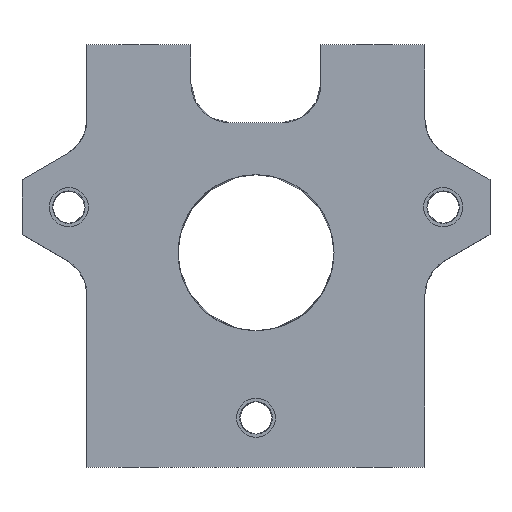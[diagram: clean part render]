
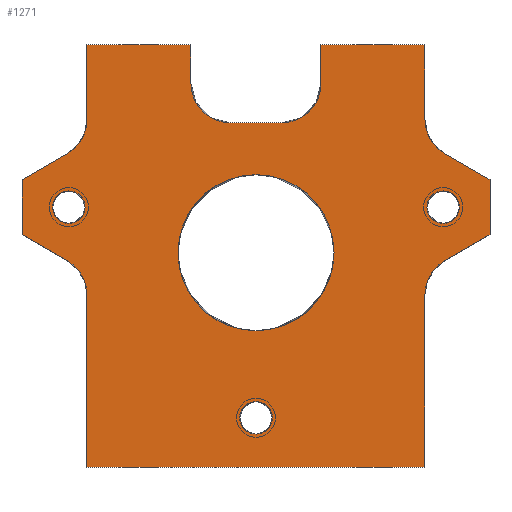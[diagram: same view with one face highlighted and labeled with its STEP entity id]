
A CAD part, top view. The second image highlights one B-rep face of the part: STEP entity #1271.
In plain terms, the highlighted free-form (B-spline) face has degree [1, 1] with [2, 2] control points.
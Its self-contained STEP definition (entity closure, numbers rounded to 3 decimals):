
#233=DIRECTION('',(1.,0.,0.));
#234=VECTOR('',#233,26.);
#235=CARTESIAN_POINT('',(-13.,0.,3.5));
#236=LINE('',#235,#234);
#269=DIRECTION('',(1.,0.,0.));
#270=VECTOR('',#269,8.);
#271=CARTESIAN_POINT('',(-13.,32.5,3.5));
#272=LINE('',#271,#270);
#293=DIRECTION('',(1.,0.,0.));
#294=VECTOR('',#293,8.);
#295=CARTESIAN_POINT('',(5.,32.5,3.5));
#296=LINE('',#295,#294);
#309=CARTESIAN_POINT('',(-2.,29.5,3.5));
#310=DIRECTION('',(0.,0.,-1.));
#311=DIRECTION('',(0.,-1.,0.));
#312=AXIS2_PLACEMENT_3D('',#309,#310,#311);
#419=CARTESIAN_POINT('',(14.4,20.,3.5));
#420=DIRECTION('',(0.,0.,1.));
#421=DIRECTION('',(1.,0.,0.));
#422=AXIS2_PLACEMENT_3D('',#419,#420,#421);
#424=CARTESIAN_POINT('',(14.4,20.,3.5));
#425=DIRECTION('',(0.,0.,1.));
#426=DIRECTION('',(-1.,0.,0.));
#427=AXIS2_PLACEMENT_3D('',#424,#425,#426);
#429=CARTESIAN_POINT('',(-14.4,20.,3.5));
#430=DIRECTION('',(0.,0.,-1.));
#431=DIRECTION('',(-1.,0.,0.));
#432=AXIS2_PLACEMENT_3D('',#429,#430,#431);
#434=CARTESIAN_POINT('',(-14.4,20.,3.5));
#435=DIRECTION('',(0.,0.,-1.));
#436=DIRECTION('',(1.,0.,0.));
#437=AXIS2_PLACEMENT_3D('',#434,#435,#436);
#439=DIRECTION('',(0.,1.,0.));
#440=VECTOR('',#439,13.268);
#441=CARTESIAN_POINT('',(-13.,0.,3.5));
#442=LINE('',#441,#440);
#443=DIRECTION('',(0.866,-0.5,0.));
#444=VECTOR('',#443,4.041);
#445=CARTESIAN_POINT('',(-18.,17.887,3.5));
#446=LINE('',#445,#444);
#447=DIRECTION('',(0.,-1.,0.));
#448=VECTOR('',#447,4.226);
#449=CARTESIAN_POINT('',(-18.,22.113,3.5));
#450=LINE('',#449,#448);
#451=DIRECTION('',(-0.866,-0.5,0.));
#452=VECTOR('',#451,4.041);
#453=CARTESIAN_POINT('',(-14.5,24.134,3.5));
#454=LINE('',#453,#452);
#455=DIRECTION('',(0.,1.,0.));
#456=VECTOR('',#455,5.768);
#457=CARTESIAN_POINT('',(-13.,26.732,3.5));
#458=LINE('',#457,#456);
#459=DIRECTION('',(0.,-1.,0.));
#460=VECTOR('',#459,3.);
#461=CARTESIAN_POINT('',(-5.,32.5,3.5));
#462=LINE('',#461,#460);
#463=DIRECTION('',(1.,0.,0.));
#464=VECTOR('',#463,4.);
#465=CARTESIAN_POINT('',(-2.,26.5,3.5));
#466=LINE('',#465,#464);
#467=DIRECTION('',(0.,-1.,0.));
#468=VECTOR('',#467,3.);
#469=CARTESIAN_POINT('',(5.,32.5,3.5));
#470=LINE('',#469,#468);
#471=DIRECTION('',(0.866,-0.5,0.));
#472=VECTOR('',#471,4.041);
#473=CARTESIAN_POINT('',(14.5,24.134,3.5));
#474=LINE('',#473,#472);
#475=DIRECTION('',(0.,-1.,0.));
#476=VECTOR('',#475,4.226);
#477=CARTESIAN_POINT('',(18.,22.113,3.5));
#478=LINE('',#477,#476);
#479=DIRECTION('',(-0.866,-0.5,0.));
#480=VECTOR('',#479,4.041);
#481=CARTESIAN_POINT('',(18.,17.887,3.5));
#482=LINE('',#481,#480);
#483=CARTESIAN_POINT('',(0.,3.8,3.5));
#484=DIRECTION('',(0.,0.,1.));
#485=DIRECTION('',(1.,0.,0.));
#486=AXIS2_PLACEMENT_3D('',#483,#484,#485);
#488=CARTESIAN_POINT('',(0.,3.8,3.5));
#489=DIRECTION('',(0.,0.,1.));
#490=DIRECTION('',(-1.,0.,0.));
#491=AXIS2_PLACEMENT_3D('',#488,#489,#490);
#493=CARTESIAN_POINT('',(0.,16.5,3.5));
#494=DIRECTION('',(0.,0.,1.));
#495=DIRECTION('',(1.,0.,0.));
#496=AXIS2_PLACEMENT_3D('',#493,#494,#495);
#498=CARTESIAN_POINT('',(0.,16.5,3.5));
#499=DIRECTION('',(0.,0.,1.));
#500=DIRECTION('',(-1.,0.,0.));
#501=AXIS2_PLACEMENT_3D('',#498,#499,#500);
#527=CARTESIAN_POINT('',(-16.,26.732,3.5));
#528=DIRECTION('',(0.,0.,-1.));
#529=DIRECTION('',(1.,0.,0.));
#530=AXIS2_PLACEMENT_3D('',#527,#528,#529);
#558=CARTESIAN_POINT('',(-16.,13.268,3.5));
#559=DIRECTION('',(0.,0.,-1.));
#560=DIRECTION('',(0.5,0.866,0.));
#561=AXIS2_PLACEMENT_3D('',#558,#559,#560);
#563=CARTESIAN_POINT('',(2.,29.5,3.5));
#564=DIRECTION('',(0.,0.,-1.));
#565=DIRECTION('',(1.,0.,0.));
#566=AXIS2_PLACEMENT_3D('',#563,#564,#565);
#581=DIRECTION('',(0.,1.,0.));
#582=VECTOR('',#581,13.268);
#583=CARTESIAN_POINT('',(13.,0.,3.5));
#584=LINE('',#583,#582);
#589=DIRECTION('',(0.,1.,0.));
#590=VECTOR('',#589,5.768);
#591=CARTESIAN_POINT('',(13.,26.732,3.5));
#592=LINE('',#591,#590);
#593=CARTESIAN_POINT('',(16.,13.268,3.5));
#594=DIRECTION('',(0.,0.,-1.));
#595=DIRECTION('',(-1.,0.,0.));
#596=AXIS2_PLACEMENT_3D('',#593,#594,#595);
#624=CARTESIAN_POINT('',(16.,26.732,3.5));
#625=DIRECTION('',(0.,0.,-1.));
#626=DIRECTION('',(-0.5,-0.866,0.));
#627=AXIS2_PLACEMENT_3D('',#624,#625,#626);
#653=CARTESIAN_POINT('',(13.,0.,3.5));
#655=VERTEX_POINT('',#653);
#659=CARTESIAN_POINT('',(-13.,0.,3.5));
#660=VERTEX_POINT('',#659);
#669=CARTESIAN_POINT('',(13.,32.5,3.5));
#671=VERTEX_POINT('',#669);
#674=CARTESIAN_POINT('',(-13.,32.5,3.5));
#676=VERTEX_POINT('',#674);
#678=CARTESIAN_POINT('',(-5.,32.5,3.5));
#680=VERTEX_POINT('',#678);
#682=CARTESIAN_POINT('',(5.,32.5,3.5));
#684=VERTEX_POINT('',#682);
#685=CARTESIAN_POINT('',(-2.,26.5,3.5));
#687=VERTEX_POINT('',#685);
#689=CARTESIAN_POINT('',(-5.,29.5,3.5));
#691=VERTEX_POINT('',#689);
#693=CARTESIAN_POINT('',(5.,29.5,3.5));
#695=VERTEX_POINT('',#693);
#697=CARTESIAN_POINT('',(2.,26.5,3.5));
#699=VERTEX_POINT('',#697);
#701=CARTESIAN_POINT('',(18.,22.113,3.5));
#702=CARTESIAN_POINT('',(18.,17.887,3.5));
#703=VERTEX_POINT('',#701);
#704=VERTEX_POINT('',#702);
#713=CARTESIAN_POINT('',(15.65,20.,3.5));
#714=CARTESIAN_POINT('',(13.15,20.,3.5));
#715=VERTEX_POINT('',#713);
#716=VERTEX_POINT('',#714);
#717=CARTESIAN_POINT('',(13.,13.268,3.5));
#719=VERTEX_POINT('',#717);
#721=CARTESIAN_POINT('',(14.5,15.866,3.5));
#723=VERTEX_POINT('',#721);
#726=CARTESIAN_POINT('',(13.,26.732,3.5));
#728=VERTEX_POINT('',#726);
#730=CARTESIAN_POINT('',(14.5,24.134,3.5));
#732=VERTEX_POINT('',#730);
#733=CARTESIAN_POINT('',(-18.,22.113,3.5));
#734=CARTESIAN_POINT('',(-18.,17.887,3.5));
#735=VERTEX_POINT('',#733);
#736=VERTEX_POINT('',#734);
#745=CARTESIAN_POINT('',(-15.65,20.,3.5));
#746=CARTESIAN_POINT('',(-13.15,20.,3.5));
#747=VERTEX_POINT('',#745);
#748=VERTEX_POINT('',#746);
#749=CARTESIAN_POINT('',(-13.,26.732,3.5));
#751=VERTEX_POINT('',#749);
#753=CARTESIAN_POINT('',(-14.5,24.134,3.5));
#755=VERTEX_POINT('',#753);
#758=CARTESIAN_POINT('',(-13.,13.268,3.5));
#760=VERTEX_POINT('',#758);
#762=CARTESIAN_POINT('',(-14.5,15.866,3.5));
#764=VERTEX_POINT('',#762);
#769=CARTESIAN_POINT('',(1.25,3.8,3.5));
#770=CARTESIAN_POINT('',(-1.25,3.8,3.5));
#771=VERTEX_POINT('',#769);
#772=VERTEX_POINT('',#770);
#777=CARTESIAN_POINT('',(6.,16.5,3.5));
#778=CARTESIAN_POINT('',(-6.,16.5,3.5));
#779=VERTEX_POINT('',#777);
#780=VERTEX_POINT('',#778);
#1204=CARTESIAN_POINT('',(-18.72,-0.65,3.5));
#1205=CARTESIAN_POINT('',(-18.72,33.15,3.5));
#1206=CARTESIAN_POINT('',(18.72,-0.65,3.5));
#1207=CARTESIAN_POINT('',(18.72,33.15,3.5));
#1208=B_SPLINE_SURFACE_WITH_KNOTS('',1,1,((#1204,#1205),(#1206,#1207)),
.UNSPECIFIED.,.F.,.F.,.F.,(2,2),(2,2),(-5.72,31.72),(-0.65,33.15),
.UNSPECIFIED.);
#1210=ORIENTED_EDGE('',*,*,#1209,.T.);
#1212=ORIENTED_EDGE('',*,*,#1211,.F.);
#1214=ORIENTED_EDGE('',*,*,#1213,.F.);
#1216=ORIENTED_EDGE('',*,*,#1215,.F.);
#1218=ORIENTED_EDGE('',*,*,#1217,.F.);
#1220=ORIENTED_EDGE('',*,*,#1219,.F.);
#1222=ORIENTED_EDGE('',*,*,#1221,.T.);
#1223=ORIENTED_EDGE('',*,*,#892,.T.);
#1224=ORIENTED_EDGE('',*,*,#1008,.T.);
#1225=ORIENTED_EDGE('',*,*,#1035,.F.);
#1226=ORIENTED_EDGE('',*,*,#1053,.T.);
#1228=ORIENTED_EDGE('',*,*,#1227,.F.);
#1230=ORIENTED_EDGE('',*,*,#1229,.F.);
#1231=ORIENTED_EDGE('',*,*,#916,.T.);
#1233=ORIENTED_EDGE('',*,*,#1232,.F.);
#1235=ORIENTED_EDGE('',*,*,#1234,.F.);
#1237=ORIENTED_EDGE('',*,*,#1236,.T.);
#1239=ORIENTED_EDGE('',*,*,#1238,.T.);
#1241=ORIENTED_EDGE('',*,*,#1240,.T.);
#1243=ORIENTED_EDGE('',*,*,#1242,.F.);
#1245=ORIENTED_EDGE('',*,*,#1244,.F.);
#1246=ORIENTED_EDGE('',*,*,#792,.F.);
#1247=EDGE_LOOP('',(#1210,#1212,#1214,#1216,#1218,#1220,#1222,#1223,#1224,#1225,
#1226,#1228,#1230,#1231,#1233,#1235,#1237,#1239,#1241,#1243,#1245,#1246));
#1248=FACE_OUTER_BOUND('',#1247,.F.);
#1249=ORIENTED_EDGE('',*,*,#1160,.T.);
#1250=ORIENTED_EDGE('',*,*,#1198,.T.);
#1251=EDGE_LOOP('',(#1249,#1250));
#1252=FACE_BOUND('',#1251,.F.);
#1254=ORIENTED_EDGE('',*,*,#1253,.F.);
#1256=ORIENTED_EDGE('',*,*,#1255,.F.);
#1257=EDGE_LOOP('',(#1254,#1256));
#1258=FACE_BOUND('',#1257,.F.);
#1260=ORIENTED_EDGE('',*,*,#1259,.T.);
#1262=ORIENTED_EDGE('',*,*,#1261,.T.);
#1263=EDGE_LOOP('',(#1260,#1262));
#1264=FACE_BOUND('',#1263,.F.);
#1266=ORIENTED_EDGE('',*,*,#1265,.T.);
#1268=ORIENTED_EDGE('',*,*,#1267,.T.);
#1269=EDGE_LOOP('',(#1266,#1268));
#1270=FACE_BOUND('',#1269,.F.);
#1271=ADVANCED_FACE('',(#1248,#1252,#1258,#1264,#1270),#1208,.T.);
#313=CIRCLE('',#312,3.);
#423=CIRCLE('',#422,1.25);
#428=CIRCLE('',#427,1.25);
#433=CIRCLE('',#432,1.25);
#438=CIRCLE('',#437,1.25);
#487=CIRCLE('',#486,1.25);
#492=CIRCLE('',#491,1.25);
#497=CIRCLE('',#496,6.);
#502=CIRCLE('',#501,6.);
#531=CIRCLE('',#530,3.);
#562=CIRCLE('',#561,3.);
#567=CIRCLE('',#566,3.);
#597=CIRCLE('',#596,3.);
#628=CIRCLE('',#627,3.);
#792=EDGE_CURVE('',#660,#655,#236,.T.);
#892=EDGE_CURVE('',#676,#680,#272,.T.);
#916=EDGE_CURVE('',#684,#671,#296,.T.);
#1008=EDGE_CURVE('',#680,#691,#462,.T.);
#1035=EDGE_CURVE('',#687,#691,#313,.T.);
#1053=EDGE_CURVE('',#687,#699,#466,.T.);
#1160=EDGE_CURVE('',#715,#716,#423,.T.);
#1198=EDGE_CURVE('',#716,#715,#428,.T.);
#1209=EDGE_CURVE('',#660,#760,#442,.T.);
#1211=EDGE_CURVE('',#764,#760,#562,.T.);
#1213=EDGE_CURVE('',#736,#764,#446,.T.);
#1215=EDGE_CURVE('',#735,#736,#450,.T.);
#1217=EDGE_CURVE('',#755,#735,#454,.T.);
#1219=EDGE_CURVE('',#751,#755,#531,.T.);
#1221=EDGE_CURVE('',#751,#676,#458,.T.);
#1227=EDGE_CURVE('',#695,#699,#567,.T.);
#1229=EDGE_CURVE('',#684,#695,#470,.T.);
#1232=EDGE_CURVE('',#728,#671,#592,.T.);
#1234=EDGE_CURVE('',#732,#728,#628,.T.);
#1236=EDGE_CURVE('',#732,#703,#474,.T.);
#1238=EDGE_CURVE('',#703,#704,#478,.T.);
#1240=EDGE_CURVE('',#704,#723,#482,.T.);
#1242=EDGE_CURVE('',#719,#723,#597,.T.);
#1244=EDGE_CURVE('',#655,#719,#584,.T.);
#1253=EDGE_CURVE('',#747,#748,#433,.T.);
#1255=EDGE_CURVE('',#748,#747,#438,.T.);
#1259=EDGE_CURVE('',#771,#772,#487,.T.);
#1261=EDGE_CURVE('',#772,#771,#492,.T.);
#1265=EDGE_CURVE('',#779,#780,#497,.T.);
#1267=EDGE_CURVE('',#780,#779,#502,.T.);
